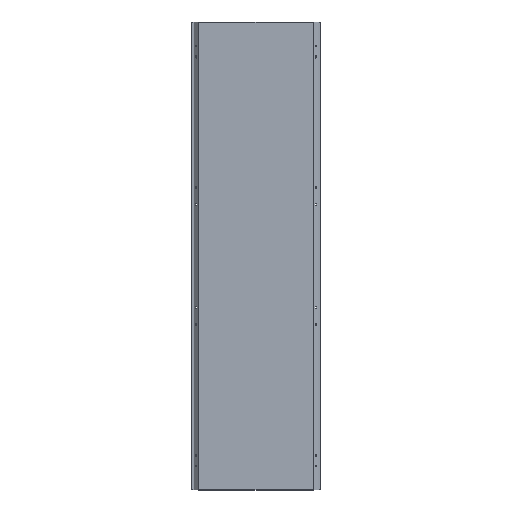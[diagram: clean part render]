
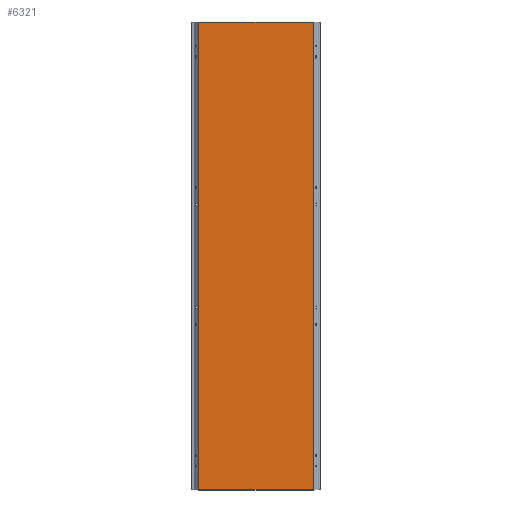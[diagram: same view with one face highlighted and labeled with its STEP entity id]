
A CAD part, top view. The second image highlights one B-rep face of the part: STEP entity #6321.
In plain terms, the highlighted planar face has unit normal (0, 0, 1).
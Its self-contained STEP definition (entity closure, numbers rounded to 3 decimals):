
#166 = CARTESIAN_POINT ( 'NONE',  ( -261.5, -1070.5, 0. ) ) ;
#497 = LINE ( 'NONE', #539, #4098 ) ;
#539 = CARTESIAN_POINT ( 'NONE',  ( -261.5, -1070.5, 0. ) ) ;
#670 = ORIENTED_EDGE ( 'NONE', *, *, #5398, .T. ) ;
#915 = VERTEX_POINT ( 'NONE', #2151 ) ;
#1045 = ORIENTED_EDGE ( 'NONE', *, *, #3461, .T. ) ;
#1267 = DIRECTION ( 'NONE',  ( 0., 1., 0. ) ) ;
#1909 = FACE_OUTER_BOUND ( 'NONE', #2829, .T. ) ;
#1919 = LINE ( 'NONE', #5725, #6144 ) ;
#2059 = VECTOR ( 'NONE', #1267, 1000. ) ;
#2151 = CARTESIAN_POINT ( 'NONE',  ( -261.5, 1070.5, 0. ) ) ;
#2552 = LINE ( 'NONE', #166, #4324 ) ;
#2607 = VERTEX_POINT ( 'NONE', #3708 ) ;
#2813 = DIRECTION ( 'NONE',  ( 0., -1., 0. ) ) ;
#2829 = EDGE_LOOP ( 'NONE', ( #1045, #5946, #7028, #670 ) ) ;
#3133 = DIRECTION ( 'NONE',  ( 0., 0., -1. ) ) ;
#3461 = EDGE_CURVE ( 'NONE', #7105, #2607, #6403, .T. ) ;
#3618 = CARTESIAN_POINT ( 'NONE',  ( 0., 0., 0. ) ) ;
#3708 = CARTESIAN_POINT ( 'NONE',  ( 261.5, 1070.5, 0. ) ) ;
#4098 = VECTOR ( 'NONE', #2813, 1000. ) ;
#4324 = VECTOR ( 'NONE', #5873, 1000. ) ;
#4489 = EDGE_CURVE ( 'NONE', #2607, #915, #1919, .T. ) ;
#4739 = EDGE_CURVE ( 'NONE', #915, #5067, #497, .T. ) ;
#5067 = VERTEX_POINT ( 'NONE', #6958 ) ;
#5108 = CARTESIAN_POINT ( 'NONE',  ( 261.5, -1070.5, 0. ) ) ;
#5398 = EDGE_CURVE ( 'NONE', #5067, #7105, #2552, .T. ) ;
#5422 = DIRECTION ( 'NONE',  ( -1., 0., 0. ) ) ;
#5725 = CARTESIAN_POINT ( 'NONE',  ( -261.5, 1070.5, 0. ) ) ;
#5873 = DIRECTION ( 'NONE',  ( 1., 0., 0. ) ) ;
#5946 = ORIENTED_EDGE ( 'NONE', *, *, #4489, .T. ) ;
#6144 = VECTOR ( 'NONE', #6763, 1000. ) ;
#6321 = ADVANCED_FACE ( 'NONE', ( #1909 ), #6490, .F. ) ;
#6341 = AXIS2_PLACEMENT_3D ( 'NONE', #3618, #3133, #5422 ) ;
#6403 = LINE ( 'NONE', #6904, #2059 ) ;
#6490 = PLANE ( 'NONE',  #6341 ) ;
#6763 = DIRECTION ( 'NONE',  ( -1., 0., 0. ) ) ;
#6904 = CARTESIAN_POINT ( 'NONE',  ( 261.5, -1070.5, 0. ) ) ;
#6958 = CARTESIAN_POINT ( 'NONE',  ( -261.5, -1070.5, 0. ) ) ;
#7028 = ORIENTED_EDGE ( 'NONE', *, *, #4739, .T. ) ;
#7105 = VERTEX_POINT ( 'NONE', #5108 ) ;
